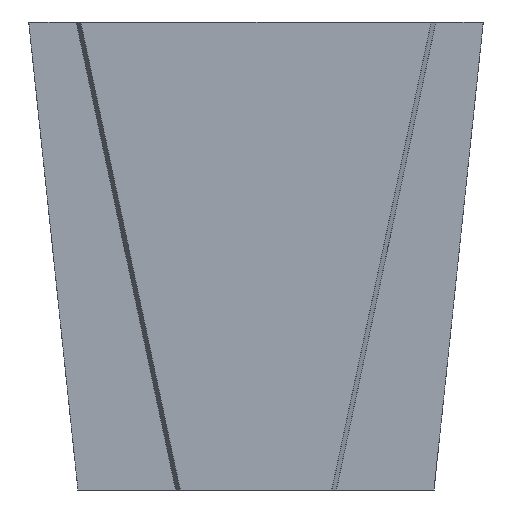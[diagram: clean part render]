
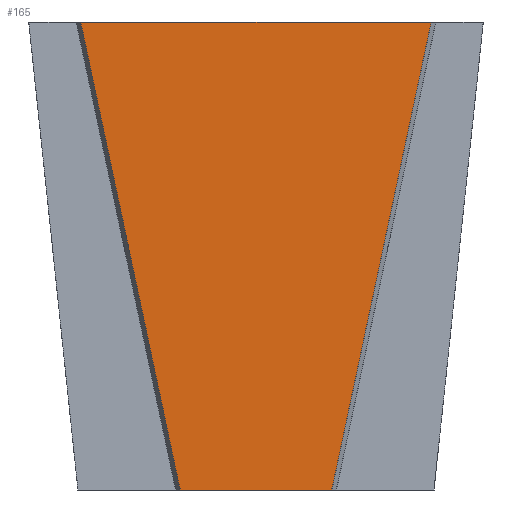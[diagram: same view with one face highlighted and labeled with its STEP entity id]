
A CAD part, left-side view. The second image highlights one B-rep face of the part: STEP entity #165.
In plain terms, the highlighted planar face has unit normal (-1, 0, 0).
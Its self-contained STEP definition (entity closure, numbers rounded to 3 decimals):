
#165=ADVANCED_FACE('',(#261),#211,.F.);
#211=PLANE('',#1194);
#261=FACE_OUTER_BOUND('',#325,.T.);
#325=EDGE_LOOP('',(#576,#577,#578,#579));
#576=ORIENTED_EDGE('',*,*,#865,.F.);
#577=ORIENTED_EDGE('',*,*,#866,.F.);
#578=ORIENTED_EDGE('',*,*,#850,.T.);
#579=ORIENTED_EDGE('',*,*,#867,.F.);
#716=VERTEX_POINT('',#1749);
#717=VERTEX_POINT('',#1750);
#727=VERTEX_POINT('',#1778);
#728=VERTEX_POINT('',#1779);
#850=EDGE_CURVE('',#716,#717,#974,.T.);
#865=EDGE_CURVE('',#727,#728,#987,.T.);
#866=EDGE_CURVE('',#716,#727,#988,.T.);
#867=EDGE_CURVE('',#728,#717,#989,.T.);
#974=LINE('',#1748,#1094);
#987=LINE('',#1777,#1107);
#988=LINE('',#1780,#1108);
#989=LINE('',#1781,#1109);
#1094=VECTOR('',#1439,1.);
#1107=VECTOR('',#1462,1.);
#1108=VECTOR('',#1463,1.);
#1109=VECTOR('',#1464,1.);
#1194=AXIS2_PLACEMENT_3D('',#1782,#1465,#1466);
#1439=DIRECTION('',(0.,1.,0.));
#1462=DIRECTION('',(0.,1.,0.));
#1463=DIRECTION('',(0.,0.208,-0.978));
#1464=DIRECTION('',(0.,0.208,0.978));
#1465=DIRECTION('',(1.,0.,0.));
#1466=DIRECTION('',(0.,0.,-1.));
#1748=CARTESIAN_POINT('',(-72.392,-34.089,5.995));
#1749=CARTESIAN_POINT('',(-72.392,-33.067,5.995));
#1750=CARTESIAN_POINT('',(-72.392,18.616,5.995));
#1777=CARTESIAN_POINT('',(-72.392,-34.089,-63.005));
#1778=CARTESIAN_POINT('',(-72.392,-18.397,-63.005));
#1779=CARTESIAN_POINT('',(-72.392,3.946,-63.005));
#1780=CARTESIAN_POINT('',(-72.392,-33.111,6.203));
#1781=CARTESIAN_POINT('',(-72.392,16.336,-4.726));
#1782=CARTESIAN_POINT('',(-72.392,-34.089,5.995));
